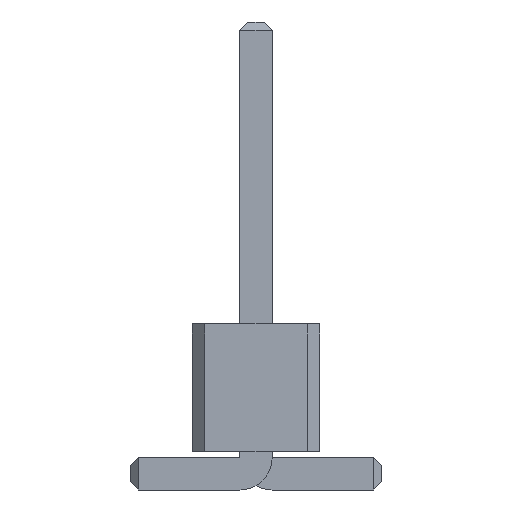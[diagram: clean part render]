
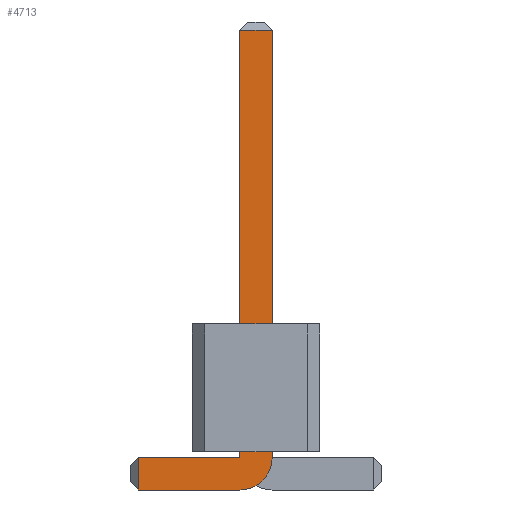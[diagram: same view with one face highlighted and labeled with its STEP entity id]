
A CAD part, front view. The second image highlights one B-rep face of the part: STEP entity #4713.
In plain terms, the highlighted planar face has unit normal (0, -1, 0).
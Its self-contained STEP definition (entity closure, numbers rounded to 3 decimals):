
#56=DIRECTION('',(0.,-1.,0.));
#67=DIRECTION('',(1.,0.,0.));
#1010=VECTOR('',#67,1.);
#1063=DIRECTION('',(-1.,0.,0.));
#2003=VECTOR('',#1063,1.);
#2161=DIRECTION('',(0.,0.,-1.));
#2180=VECTOR('',#2161,1.);
#4543=VECTOR('',#4544,1.);
#4544=DIRECTION('',(0.,0.,1.));
#4566=DIRECTION('',(0.,-1.,0.));
#4567=DIRECTION('',(-1.,0.,0.));
#4574=VERTEX_POINT('',#4575);
#4575=CARTESIAN_POINT('',(-2.34,-20.64,0.));
#4578=ORIENTED_EDGE('',*,*,#4579,.T.);
#4579=EDGE_CURVE('',#4574,#4580,#4582,.T.);
#4580=VERTEX_POINT('',#4581);
#4581=CARTESIAN_POINT('',(-0.32,-20.64,0.));
#4582=LINE('',#4583,#1010);
#4583=CARTESIAN_POINT('',(-2.5,-20.64,0.));
#4615=VERTEX_POINT('',#4616);
#4616=CARTESIAN_POINT('',(0.32,-20.64,0.64));
#4619=EDGE_CURVE('',#4580,#4615,#4620,.T.);
#4620=CIRCLE('',#4621,0.64);
#4621=AXIS2_PLACEMENT_3D('',#4622,#56,#2161);
#4622=CARTESIAN_POINT('',(-0.32,-20.64,0.64));
#4630=VERTEX_POINT('',#4622);
#4632=ORIENTED_EDGE('',*,*,#4633,.T.);
#4633=EDGE_CURVE('',#4630,#4634,#4636,.T.);
#4634=VERTEX_POINT('',#4635);
#4635=CARTESIAN_POINT('',(-2.34,-20.64,0.64));
#4636=LINE('',#4622,#2003);
#4646=ORIENTED_EDGE('',*,*,#4647,.T.);
#4647=EDGE_CURVE('',#4615,#4648,#4650,.T.);
#4648=VERTEX_POINT('',#4649);
#4649=CARTESIAN_POINT('',(0.32,-20.64,9.14));
#4650=LINE('',#4651,#4543);
#4651=CARTESIAN_POINT('',(0.32,-20.64,0.));
#4664=VERTEX_POINT('',#4665);
#4665=CARTESIAN_POINT('',(-0.32,-20.64,9.14));
#4667=ORIENTED_EDGE('',*,*,#4668,.T.);
#4668=EDGE_CURVE('',#4664,#4630,#4669,.T.);
#4669=LINE('',#4670,#2180);
#4670=CARTESIAN_POINT('',(-0.32,-20.64,9.3));
#4713=ADVANCED_FACE('',(#4714),#4723,.T.);
#4714=FACE_BOUND('',#4715,.T.);
#4715=EDGE_LOOP('',(#4578,#4716,#4646,#4717,#4667,#4632,#4720));
#4716=ORIENTED_EDGE('',*,*,#4619,.T.);
#4717=ORIENTED_EDGE('',*,*,#4718,.T.);
#4718=EDGE_CURVE('',#4648,#4664,#4719,.T.);
#4719=LINE('',#4649,#2003);
#4720=ORIENTED_EDGE('',*,*,#4721,.T.);
#4721=EDGE_CURVE('',#4634,#4574,#4722,.T.);
#4722=LINE('',#4635,#2180);
#4723=PLANE('',#4724);
#4724=AXIS2_PLACEMENT_3D('',#4725,#4566,#4567);
#4725=CARTESIAN_POINT('',(-0.311,-20.64,3.871));
